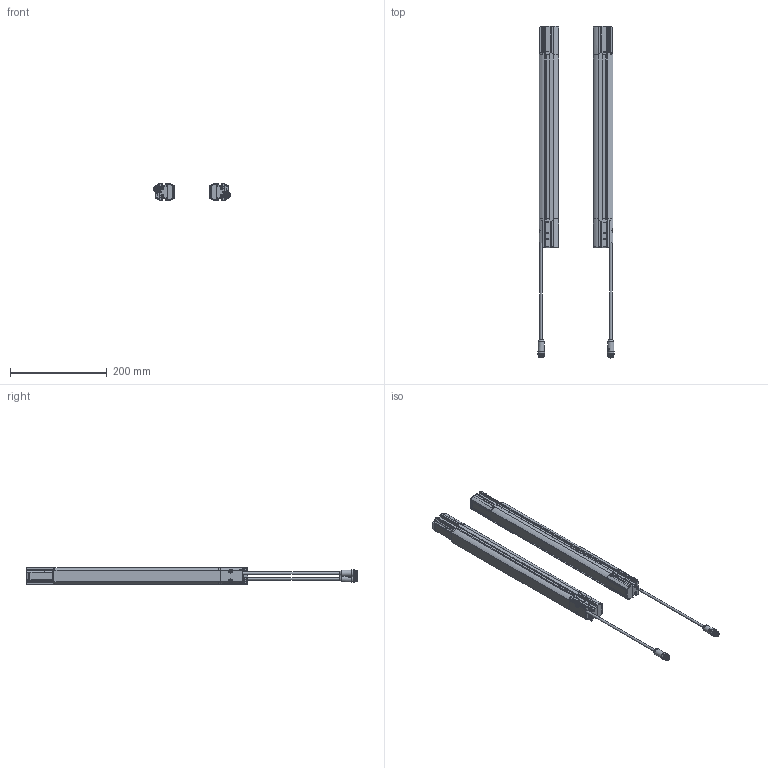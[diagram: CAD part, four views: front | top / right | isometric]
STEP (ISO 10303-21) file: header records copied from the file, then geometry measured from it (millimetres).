
FILE_DESCRIPTION (( 'STEP AP214' ), '1' );
FILE_NAME ('957920002.STEP', '2025-01-16T10:46:36', ( '' ), ( '' ), 'SwSTEP 2.0', 'SolidWorks 2024', '' );
FILE_SCHEMA (( 'AUTOMOTIVE_DESIGN' ));
Length unit declared in the file: inch
Products named in the file (1): 957920002
Bounding box: 158.7 x 687.3 x 35.15 mm (x, y, z)
Volume: 1060076.3 mm3; surface area: 224236.7 mm2
Topology: 4 solids, 14 shells, 2590 faces, 6840 edges, 4290 vertices
Faces by surface type: plane 1186, cylinder 778, bspline 266, cone 214, sphere 76, torus 70
Full cylindrical faces by diameter (mm): 2.013 x8, 2.2 x8, 2.58 x2, 2.581 x2, 2.601 x2, 2.627 x2, 2.8 x2, 3 x8, 4.37 x8, 5 x18, 5.5 x4, 8.25 x2, 9.5 x2, 9.7 x2, 10.35 x2, 10.6 x6, 10.8 x2, 13 x2, 14.5 x2
Entity records: 98738 total; most frequent: CARTESIAN_POINT 41181, ORIENTED_EDGE 12940, DIRECTION 10116, EDGE_CURVE 6470, VERTEX_POINT 4182, AXIS2_PLACEMENT_3D 3417, VECTOR 3282, LINE 3282
